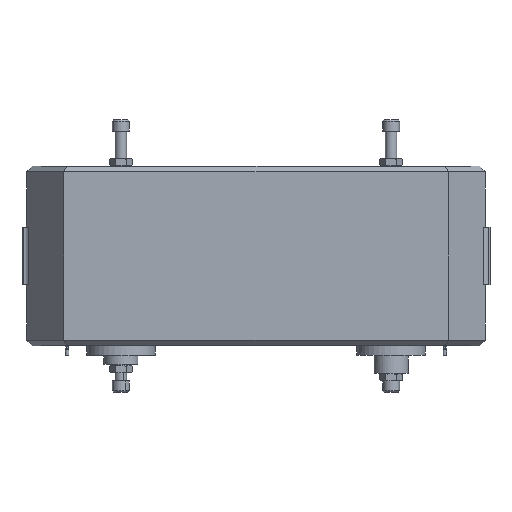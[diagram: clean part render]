
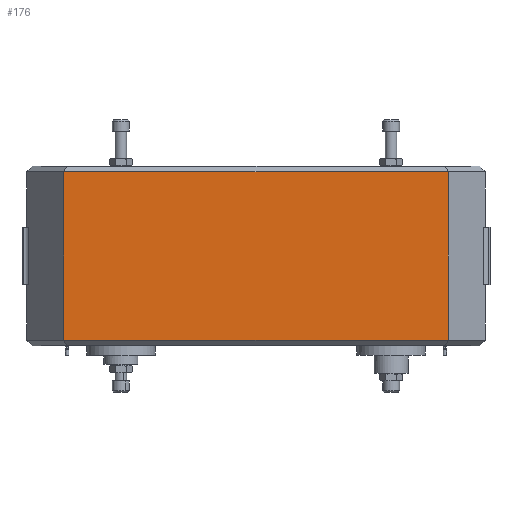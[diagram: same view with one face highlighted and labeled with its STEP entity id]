
A CAD part, front view. The second image highlights one B-rep face of the part: STEP entity #176.
In plain terms, the highlighted planar face has unit normal (0, -1, 0).
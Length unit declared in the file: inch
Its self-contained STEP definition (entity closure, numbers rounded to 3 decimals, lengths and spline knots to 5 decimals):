
#157 = ORIENTED_EDGE ( 'NONE', *, *, #183, .T. ) ;
#159 = ORIENTED_EDGE ( 'NONE', *, *, #10469, .F. ) ;
#160 = ORIENTED_EDGE ( 'NONE', *, *, #626, .F. ) ;
#162 = EDGE_CURVE ( 'NONE', #9190, #821, #3626, .T. ) ;
#176 = ADVANCED_FACE ( 'NONE', ( #3605 ), #3607, .F. ) ;
#183 = EDGE_CURVE ( 'NONE', #9598, #9194, #3655, .T. ) ;
#198 = EDGE_LOOP ( 'NONE', ( #160, #157, #159, #481 ) ) ;
#481 = ORIENTED_EDGE ( 'NONE', *, *, #162, .T. ) ;
#626 = EDGE_CURVE ( 'NONE', #9598, #821, #4619, .T. ) ;
#821 = VERTEX_POINT ( 'NONE', #4959 ) ;
#3605 = FACE_OUTER_BOUND ( 'NONE', #198, .T. ) ;
#3607 = PLANE ( 'NONE',  #3631 ) ;
#3623 = DIRECTION ( 'NONE',  ( 1., 0., 0. ) ) ;
#3624 = VECTOR ( 'NONE', #3623, 39.37008 ) ;
#3625 = CARTESIAN_POINT ( 'NONE',  ( 4.20704, -1.80709, -1.8435 ) ) ;
#3626 = LINE ( 'NONE', #3625, #3624 ) ;
#3628 = CARTESIAN_POINT ( 'NONE',  ( -5.25008, -1.80709, -14.05887 ) ) ;
#3631 = AXIS2_PLACEMENT_3D ( 'NONE', #3628, #3678, #3677 ) ;
#3648 = DIRECTION ( 'NONE',  ( -1., 0., 0. ) ) ;
#3649 = VECTOR ( 'NONE', #3648, 39.37008 ) ;
#3650 = CARTESIAN_POINT ( 'NONE',  ( -5.25008, -1.80709, 1.8435 ) ) ;
#3655 = LINE ( 'NONE', #3650, #3649 ) ;
#3677 = DIRECTION ( 'NONE',  ( 0., 0., 1. ) ) ;
#3678 = DIRECTION ( 'NONE',  ( 0., 1., 0. ) ) ;
#4616 = DIRECTION ( 'NONE',  ( 0., 0., -1. ) ) ;
#4617 = VECTOR ( 'NONE', #4616, 39.37008 ) ;
#4618 = CARTESIAN_POINT ( 'NONE',  ( 4.20704, -1.80709, 1.9685 ) ) ;
#4619 = LINE ( 'NONE', #4618, #4617 ) ;
#4959 = CARTESIAN_POINT ( 'NONE',  ( 4.20704, -1.80709, -1.8435 ) ) ;
#9190 = VERTEX_POINT ( 'NONE', #10759 ) ;
#9194 = VERTEX_POINT ( 'NONE', #10758 ) ;
#9598 = VERTEX_POINT ( 'NONE', #10738 ) ;
#10469 = EDGE_CURVE ( 'NONE', #9190, #9194, #10820, .T. ) ;
#10738 = CARTESIAN_POINT ( 'NONE',  ( 4.20704, -1.80709, 1.8435 ) ) ;
#10758 = CARTESIAN_POINT ( 'NONE',  ( -4.20704, -1.80709, 1.8435 ) ) ;
#10759 = CARTESIAN_POINT ( 'NONE',  ( -4.20704, -1.80709, -1.8435 ) ) ;
#10814 = DIRECTION ( 'NONE',  ( 0., 0., 1. ) ) ;
#10815 = VECTOR ( 'NONE', #10814, 39.37008 ) ;
#10819 = CARTESIAN_POINT ( 'NONE',  ( -4.20704, -1.80709, 1.9685 ) ) ;
#10820 = LINE ( 'NONE', #10819, #10815 ) ;
